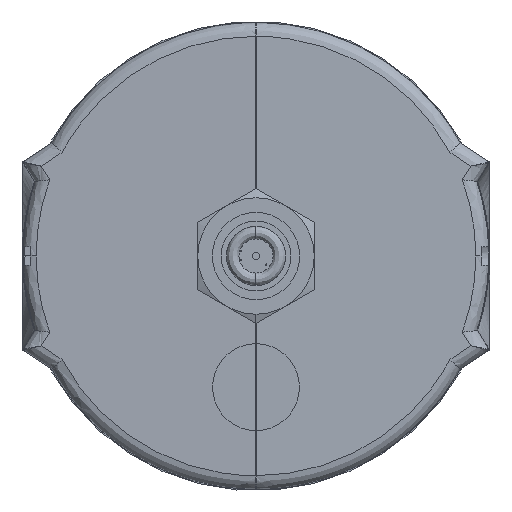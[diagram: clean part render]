
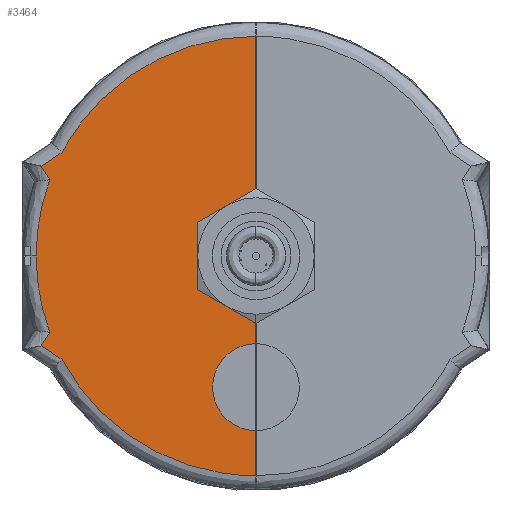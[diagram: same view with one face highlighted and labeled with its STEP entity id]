
A CAD part, front view. The second image highlights one B-rep face of the part: STEP entity #3464.
In plain terms, the highlighted planar face has unit normal (-0.018, -1, 0).
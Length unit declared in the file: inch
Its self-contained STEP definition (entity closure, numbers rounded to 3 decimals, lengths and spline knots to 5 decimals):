
#261 = PLANE ( 'NONE',  #6307 ) ;
#262 = CARTESIAN_POINT ( 'NONE',  ( 0., 1.19372, 1.505 ) ) ;
#431 = DIRECTION ( 'NONE',  ( -1., 0.017, 0. ) ) ;
#432 = DIRECTION ( 'NONE',  ( -0.017, -1., 0. ) ) ;
#1191 = CARTESIAN_POINT ( 'NONE',  ( 0., 1.19372, 1.415 ) ) ;
#1206 = CARTESIAN_POINT ( 'NONE',  ( -0.53628, 1.20308, 1.41559 ) ) ;
#1211 = CARTESIAN_POINT ( 'NONE',  ( -0.99645, 1.21111, 1.1402 ) ) ;
#1212 = CARTESIAN_POINT ( 'NONE',  ( -1.24935, 1.21552, 0.66729 ) ) ;
#1305 = CARTESIAN_POINT ( 'NONE',  ( -1.41657, 1.21844, -0.16805 ) ) ;
#1309 = CARTESIAN_POINT ( 'NONE',  ( -1.41657, 1.21844, 0. ) ) ;
#1310 = CARTESIAN_POINT ( 'NONE',  ( -1.38695, 1.21793, -0.33347 ) ) ;
#1311 = CARTESIAN_POINT ( 'NONE',  ( -1.32862, 1.21691, -0.49107 ) ) ;
#1974 = CARTESIAN_POINT ( 'NONE',  ( -1.38358, 1.21787, 0.57847 ) ) ;
#1975 = CARTESIAN_POINT ( 'NONE',  ( -1.36526, 1.21755, 0.54934 ) ) ;
#1979 = CARTESIAN_POINT ( 'NONE',  ( -1.34694, 1.21723, 0.52021 ) ) ;
#1980 = CARTESIAN_POINT ( 'NONE',  ( -1.32862, 1.21691, 0.49107 ) ) ;
#2795 = CARTESIAN_POINT ( 'NONE',  ( -1.41657, 1.21844, 0. ) ) ;
#2800 = CARTESIAN_POINT ( 'NONE',  ( -1.32862, 1.21691, 0.49107 ) ) ;
#2812 = CARTESIAN_POINT ( 'NONE',  ( 0., 1.19372, -0.375 ) ) ;
#2814 = CARTESIAN_POINT ( 'NONE',  ( 0., 1.19372, 0.375 ) ) ;
#2816 = CARTESIAN_POINT ( 'NONE',  ( 0., 1.19372, -1.415 ) ) ;
#2817 = CARTESIAN_POINT ( 'NONE',  ( -1.24935, 1.21552, -0.66729 ) ) ;
#2836 = CARTESIAN_POINT ( 'NONE',  ( 0., 1.19372, 1.415 ) ) ;
#2845 = CARTESIAN_POINT ( 'NONE',  ( -1.24935, 1.21552, 0.66729 ) ) ;
#2849 = CARTESIAN_POINT ( 'NONE',  ( -1.38358, 1.21787, 0.57847 ) ) ;
#2891 = CARTESIAN_POINT ( 'NONE',  ( -1.32862, 1.21691, -0.49107 ) ) ;
#2910 = CARTESIAN_POINT ( 'NONE',  ( -1.38358, 1.21787, -0.57847 ) ) ;
#3464 = ADVANCED_FACE ( 'NONE', ( #11024 ), #261, .T. ) ;
#4270 = EDGE_CURVE ( 'NONE', #13750, #13747, #21534, .T. ) ;
#4432 = EDGE_CURVE ( 'NONE', #13787, #13797, #21593, .T. ) ;
#4457 = EDGE_CURVE ( 'NONE', #13747, #13843, #21601, .T. ) ;
#4712 = EDGE_CURVE ( 'NONE', #13762, #13766, #18664, .T. ) ;
#4941 = EDGE_CURVE ( 'NONE', #13797, #13801, #21687, .T. ) ;
#5384 = EDGE_CURVE ( 'NONE', #13843, #13863, #21753, .T. ) ;
#5395 = EDGE_CURVE ( 'NONE', #13787, #13764, #19683, .T. ) ;
#5537 = EDGE_CURVE ( 'NONE', #13762, #13764, #21774, .T. ) ;
#5555 = EDGE_CURVE ( 'NONE', #13767, #13766, #21782, .T. ) ;
#5687 = EDGE_CURVE ( 'NONE', #13863, #13767, #21802, .T. ) ;
#5767 = EDGE_CURVE ( 'NONE', #13801, #13750, #21824, .T. ) ;
#6307 = AXIS2_PLACEMENT_3D ( 'NONE', #262, #432, #431 ) ;
#8811 = CARTESIAN_POINT ( 'NONE',  ( -1.38695, 1.21793, 0.33347 ) ) ;
#8812 = CARTESIAN_POINT ( 'NONE',  ( -1.41657, 1.21844, 0.16805 ) ) ;
#8816 = CARTESIAN_POINT ( 'NONE',  ( -1.32862, 1.21691, 0.49107 ) ) ;
#8817 = CARTESIAN_POINT ( 'NONE',  ( -1.41657, 1.21844, 0. ) ) ;
#10990 = EDGE_LOOP ( 'NONE', ( #18460, #18960, #19523, #18462, #18465, #18466, #18463, #18471, #18467, #18468, #18469 ) ) ;
#11024 = FACE_OUTER_BOUND ( 'NONE', #10990, .T. ) ;
#13747 = VERTEX_POINT ( 'NONE', #2795 ) ;
#13750 = VERTEX_POINT ( 'NONE', #2800 ) ;
#13762 = VERTEX_POINT ( 'NONE', #2812 ) ;
#13764 = VERTEX_POINT ( 'NONE', #2814 ) ;
#13766 = VERTEX_POINT ( 'NONE', #2816 ) ;
#13767 = VERTEX_POINT ( 'NONE', #2817 ) ;
#13787 = VERTEX_POINT ( 'NONE', #2836 ) ;
#13797 = VERTEX_POINT ( 'NONE', #2845 ) ;
#13801 = VERTEX_POINT ( 'NONE', #2849 ) ;
#13843 = VERTEX_POINT ( 'NONE', #2891 ) ;
#13863 = VERTEX_POINT ( 'NONE', #2910 ) ;
#14401 = CARTESIAN_POINT ( 'NONE',  ( -0.75, 1.20681, -0.375 ) ) ;
#14402 = CARTESIAN_POINT ( 'NONE',  ( -0.75, 1.20681, 0.375 ) ) ;
#14406 = CARTESIAN_POINT ( 'NONE',  ( 0., 1.19372, -0.375 ) ) ;
#14407 = CARTESIAN_POINT ( 'NONE',  ( 0., 1.19372, 0.375 ) ) ;
#14580 = CARTESIAN_POINT ( 'NONE',  ( -1.24935, 1.21552, -0.66729 ) ) ;
#14581 = CARTESIAN_POINT ( 'NONE',  ( -0.99645, 1.21111, -1.1402 ) ) ;
#14585 = CARTESIAN_POINT ( 'NONE',  ( -0.53628, 1.20308, -1.41559 ) ) ;
#14586 = CARTESIAN_POINT ( 'NONE',  ( 0., 1.19372, -1.415 ) ) ;
#15070 = CARTESIAN_POINT ( 'NONE',  ( -1.38358, 1.21787, -0.57847 ) ) ;
#15071 = CARTESIAN_POINT ( 'NONE',  ( -1.33883, 1.21709, -0.60808 ) ) ;
#15075 = CARTESIAN_POINT ( 'NONE',  ( -1.29409, 1.2163, -0.63768 ) ) ;
#15076 = CARTESIAN_POINT ( 'NONE',  ( -1.24935, 1.21552, -0.66729 ) ) ;
#16129 = CARTESIAN_POINT ( 'NONE',  ( -1.29409, 1.2163, 0.63768 ) ) ;
#16130 = CARTESIAN_POINT ( 'NONE',  ( -1.24935, 1.21552, 0.66729 ) ) ;
#16134 = CARTESIAN_POINT ( 'NONE',  ( -1.33883, 1.21709, 0.60808 ) ) ;
#16135 = CARTESIAN_POINT ( 'NONE',  ( -1.38358, 1.21787, 0.57847 ) ) ;
#17850 = CARTESIAN_POINT ( 'NONE',  ( -1.32862, 1.21691, -0.49107 ) ) ;
#17851 = CARTESIAN_POINT ( 'NONE',  ( -1.34694, 1.21723, -0.52021 ) ) ;
#17855 = CARTESIAN_POINT ( 'NONE',  ( -1.36526, 1.21755, -0.54934 ) ) ;
#17856 = CARTESIAN_POINT ( 'NONE',  ( -1.38358, 1.21787, -0.57847 ) ) ;
#17884 = CARTESIAN_POINT ( 'NONE',  ( 0., 1.19372, 1.505 ) ) ;
#17885 = DIRECTION ( 'NONE',  ( 0., 0., -1. ) ) ;
#18460 = ORIENTED_EDGE ( 'NONE', *, *, #5687, .T. ) ;
#18462 = ORIENTED_EDGE ( 'NONE', *, *, #5537, .T. ) ;
#18463 = ORIENTED_EDGE ( 'NONE', *, *, #4941, .T. ) ;
#18465 = ORIENTED_EDGE ( 'NONE', *, *, #5395, .F. ) ;
#18466 = ORIENTED_EDGE ( 'NONE', *, *, #4432, .T. ) ;
#18467 = ORIENTED_EDGE ( 'NONE', *, *, #4270, .T. ) ;
#18468 = ORIENTED_EDGE ( 'NONE', *, *, #4457, .T. ) ;
#18469 = ORIENTED_EDGE ( 'NONE', *, *, #5384, .T. ) ;
#18471 = ORIENTED_EDGE ( 'NONE', *, *, #5767, .T. ) ;
#18664 = LINE ( 'NONE', #20473, #18667 ) ;
#18667 = VECTOR ( 'NONE', #20474, 39.37008 ) ;
#18960 = ORIENTED_EDGE ( 'NONE', *, *, #5555, .T. ) ;
#19523 = ORIENTED_EDGE ( 'NONE', *, *, #4712, .F. ) ;
#19683 = LINE ( 'NONE', #17884, #19685 ) ;
#19685 = VECTOR ( 'NONE', #17885, 39.37008 ) ;
#20473 = CARTESIAN_POINT ( 'NONE',  ( 0., 1.19372, 1.505 ) ) ;
#20474 = DIRECTION ( 'NONE',  ( 0., 0., -1. ) ) ;
#21534 =( BOUNDED_CURVE ( )  B_SPLINE_CURVE ( 3, ( #8816, #8811, #8812, #8817 ),
 .UNSPECIFIED., .F., .F. ) 
 B_SPLINE_CURVE_WITH_KNOTS ( ( 4, 4 ),
 ( 5.92876, 6.28319 ),
 .UNSPECIFIED. ) 
 CURVE ( )  GEOMETRIC_REPRESENTATION_ITEM ( )  RATIONAL_B_SPLINE_CURVE ( ( 1., 0.99, 0.99, 1. ) ) 
 REPRESENTATION_ITEM ( '' )  );
#21593 =( BOUNDED_CURVE ( )  B_SPLINE_CURVE ( 3, ( #1191, #1206, #1211, #1212 ),
 .UNSPECIFIED., .F., .F. ) 
 B_SPLINE_CURVE_WITH_KNOTS ( ( 4, 4 ),
 ( 4.71128, 5.7921 ),
 .UNSPECIFIED. ) 
 CURVE ( )  GEOMETRIC_REPRESENTATION_ITEM ( )  RATIONAL_B_SPLINE_CURVE ( ( 1., 0.905, 0.905, 1. ) ) 
 REPRESENTATION_ITEM ( '' )  );
#21601 =( BOUNDED_CURVE ( )  B_SPLINE_CURVE ( 3, ( #1309, #1305, #1310, #1311 ),
 .UNSPECIFIED., .F., .F. ) 
 B_SPLINE_CURVE_WITH_KNOTS ( ( 4, 4 ),
 ( 0., 0.35442 ),
 .UNSPECIFIED. ) 
 CURVE ( )  GEOMETRIC_REPRESENTATION_ITEM ( )  RATIONAL_B_SPLINE_CURVE ( ( 1., 0.99, 0.99, 1. ) ) 
 REPRESENTATION_ITEM ( '' )  );
#21687 = B_SPLINE_CURVE_WITH_KNOTS ( 'NONE', 3,
 ( #16130, #16129, #16134, #16135 ),
 .UNSPECIFIED., .F., .F.,
 ( 4, 4 ),
 ( 0., 0.00409 ),
 .UNSPECIFIED. ) ;
#21753 = B_SPLINE_CURVE_WITH_KNOTS ( 'NONE', 3,
 ( #17850, #17851, #17855, #17856 ),
 .UNSPECIFIED., .F., .F.,
 ( 4, 4 ),
 ( 0., 0.00262 ),
 .UNSPECIFIED. ) ;
#21774 =( BOUNDED_CURVE ( )  B_SPLINE_CURVE ( 3, ( #14406, #14401, #14402, #14407 ),
 .UNSPECIFIED., .F., .F. ) 
 B_SPLINE_CURVE_WITH_KNOTS ( ( 4, 4 ),
 ( 4.71239, 7.85398 ),
 .UNSPECIFIED. ) 
 CURVE ( )  GEOMETRIC_REPRESENTATION_ITEM ( )  RATIONAL_B_SPLINE_CURVE ( ( 1., 0.333, 0.333, 1. ) ) 
 REPRESENTATION_ITEM ( '' )  );
#21782 =( BOUNDED_CURVE ( )  B_SPLINE_CURVE ( 3, ( #14580, #14581, #14585, #14586 ),
 .UNSPECIFIED., .F., .F. ) 
 B_SPLINE_CURVE_WITH_KNOTS ( ( 4, 4 ),
 ( 0.49109, 1.57191 ),
 .UNSPECIFIED. ) 
 CURVE ( )  GEOMETRIC_REPRESENTATION_ITEM ( )  RATIONAL_B_SPLINE_CURVE ( ( 1., 0.905, 0.905, 1. ) ) 
 REPRESENTATION_ITEM ( '' )  );
#21802 = B_SPLINE_CURVE_WITH_KNOTS ( 'NONE', 3,
 ( #15070, #15071, #15075, #15076 ),
 .UNSPECIFIED., .F., .F.,
 ( 4, 4 ),
 ( 0., 0.00409 ),
 .UNSPECIFIED. ) ;
#21824 = B_SPLINE_CURVE_WITH_KNOTS ( 'NONE', 3,
 ( #1974, #1975, #1979, #1980 ),
 .UNSPECIFIED., .F., .F.,
 ( 4, 4 ),
 ( 0., 0.00262 ),
 .UNSPECIFIED. ) ;
